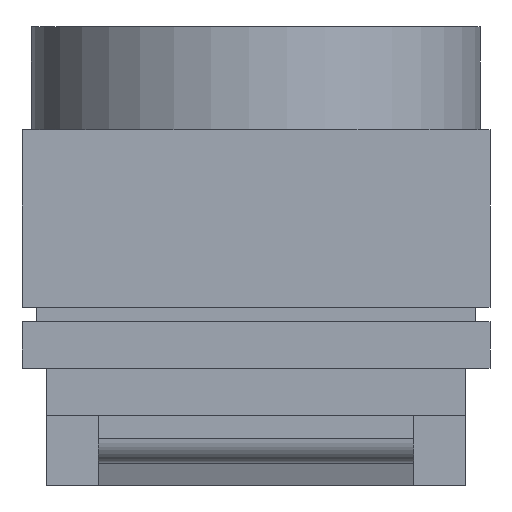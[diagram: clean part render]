
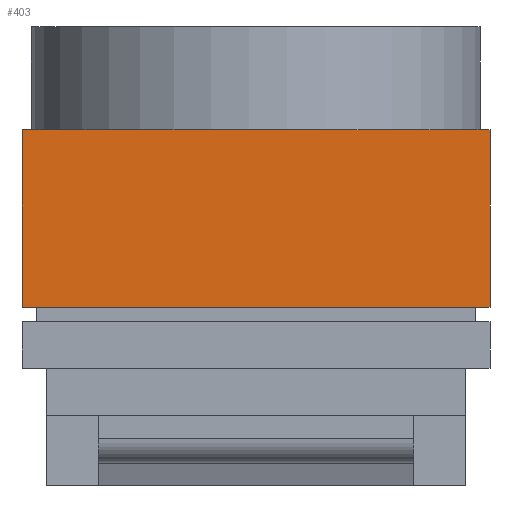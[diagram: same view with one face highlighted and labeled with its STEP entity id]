
A CAD part, left-side view. The second image highlights one B-rep face of the part: STEP entity #403.
In plain terms, the highlighted planar face has unit normal (-1, 0, 0).
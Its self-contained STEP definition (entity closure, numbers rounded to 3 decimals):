
#403 = ADVANCED_FACE( '', ( #920 ), #921, .F. );
#920 = FACE_OUTER_BOUND( '', #1580, .T. );
#921 = PLANE( '', #1581 );
#1580 = EDGE_LOOP( '', ( #2824, #2825, #2826, #2827 ) );
#1581 = AXIS2_PLACEMENT_3D( '', #2828, #2829, #2830 );
#2824 = ORIENTED_EDGE( '', *, *, #4599, .F. );
#2825 = ORIENTED_EDGE( '', *, *, #4600, .T. );
#2826 = ORIENTED_EDGE( '', *, *, #4601, .T. );
#2827 = ORIENTED_EDGE( '', *, *, #4234, .F. );
#2828 = CARTESIAN_POINT( '', ( -5., 5., 6. ) );
#2829 = DIRECTION( '', ( 1., 0., 0. ) );
#2830 = DIRECTION( '', ( 0., 0., -1. ) );
#4234 = EDGE_CURVE( '', #4996, #4991, #4998, .T. );
#4599 = EDGE_CURVE( '', #5592, #4996, #5593, .T. );
#4600 = EDGE_CURVE( '', #5592, #5594, #5595, .T. );
#4601 = EDGE_CURVE( '', #5594, #4991, #5596, .T. );
#4991 = VERTEX_POINT( '', #6109 );
#4996 = VERTEX_POINT( '', #6116 );
#4998 = LINE( '', #6119, #6120 );
#5592 = VERTEX_POINT( '', #7366 );
#5593 = LINE( '', #7367, #7368 );
#5594 = VERTEX_POINT( '', #7369 );
#5595 = LINE( '', #7370, #7371 );
#5596 = LINE( '', #7372, #7373 );
#6109 = CARTESIAN_POINT( '', ( -5., -5., 0. ) );
#6116 = CARTESIAN_POINT( '', ( -5., -5., 3.8 ) );
#6119 = CARTESIAN_POINT( '', ( -5., -5., 6. ) );
#6120 = VECTOR( '', #8378, 1000. );
#7366 = CARTESIAN_POINT( '', ( -5., 5., 3.8 ) );
#7367 = CARTESIAN_POINT( '', ( -5., 5., 3.8 ) );
#7368 = VECTOR( '', #8601, 1000. );
#7369 = CARTESIAN_POINT( '', ( -5., 5., 0. ) );
#7370 = CARTESIAN_POINT( '', ( -5., 5., 6. ) );
#7371 = VECTOR( '', #8602, 1000. );
#7372 = CARTESIAN_POINT( '', ( -5., 5., 0. ) );
#7373 = VECTOR( '', #8603, 1000. );
#8378 = DIRECTION( '', ( 0., 0., -1. ) );
#8601 = DIRECTION( '', ( 0., -1., 0. ) );
#8602 = DIRECTION( '', ( 0., 0., -1. ) );
#8603 = DIRECTION( '', ( 0., -1., 0. ) );
